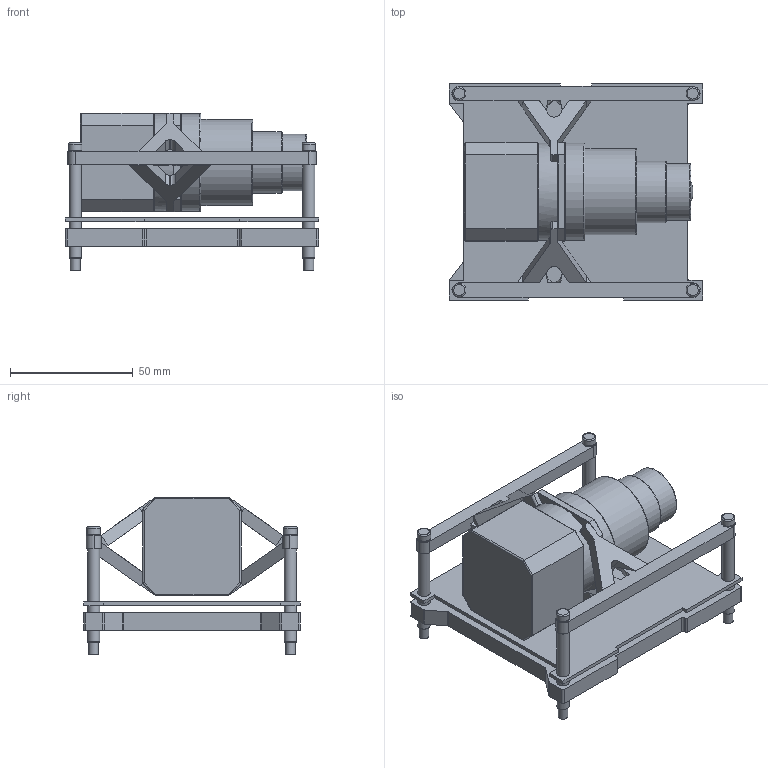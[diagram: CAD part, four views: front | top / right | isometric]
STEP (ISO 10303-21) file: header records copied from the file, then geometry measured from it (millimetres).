
FILE_DESCRIPTION(/* description */ (''),/* implementation_level */ '2;1');
FILE_NAME(/* name */ 'CAMARA CUBESAT.step',/* time_stamp */ '2024-06-02T22:17:26-05:00',/* author */ (''),/* organization */ (''),/* preprocessor_version */ 'ST-DEVELOPER v20',/* originating_system */ 'Autodesk Translation Framework v13.14.0.145',/* authorisation */ '');
FILE_SCHEMA (('AUTOMOTIVE_DESIGN { 1 0 10303 214 3 1 1 }'));
Length unit declared in the file: millimetre
Products named in the file (1): CAMARA CUBESAT
Bounding box: 103 x 88.01 x 64 mm (x, y, z)
Volume: 184960.4 mm3; surface area: 61098.8 mm2
Topology: 1 solids, 1 shells, 264 faces, 706 edges, 458 vertices
Faces by surface type: plane 153, cylinder 93, torus 13, bspline 4, sphere 1
Full cylindrical faces by diameter (mm): 4 x4, 5 x16, 5.5 x4, 20 x1, 23 x1, 25 x1, 35 x1, 39.5 x2
Entity records: 8785 total; most frequent: CARTESIAN_POINT 1760, ORIENTED_EDGE 1412, DIRECTION 1403, EDGE_CURVE 706, LINE 481, VECTOR 481, AXIS2_PLACEMENT_3D 461, VERTEX_POINT 458
